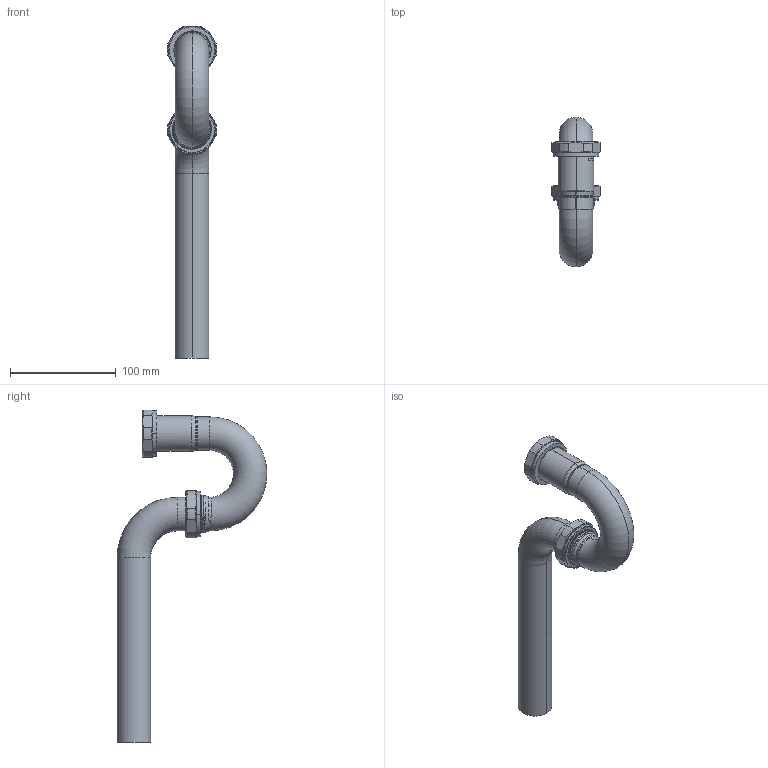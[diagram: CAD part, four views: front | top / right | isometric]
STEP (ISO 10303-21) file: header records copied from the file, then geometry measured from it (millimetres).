
FILE_DESCRIPTION((''),'2;1');
FILE_NAME('301_SW0001','2021-06-07T12:53:46',('NSantos'),(''),'CREO PARAMETRIC BY PTC INC, 2018500','CREO PARAMETRIC BY PTC INC, 2018500','');
FILE_SCHEMA(('CONFIG_CONTROL_DESIGN'));
Length unit declared in the file: inch
Products named in the file (1): 301_SW0001
Bounding box: 46.6 x 141.86 x 314.48 mm (x, y, z)
Volume: 226649 mm3; surface area: 81491.8 mm2
Topology: 1 solids, 3 shells, 177 faces, 419 edges, 264 vertices
Faces by surface type: cylinder 63, torus 40, plane 37, bspline 20, cone 17
Entity records: 9447 total; most frequent: CARTESIAN_POINT 5446, ORIENTED_EDGE 838, DIRECTION 810, EDGE_CURVE 419, AXIS2_PLACEMENT_3D 349, VERTEX_POINT 264, EDGE_LOOP 193, CIRCLE 192
